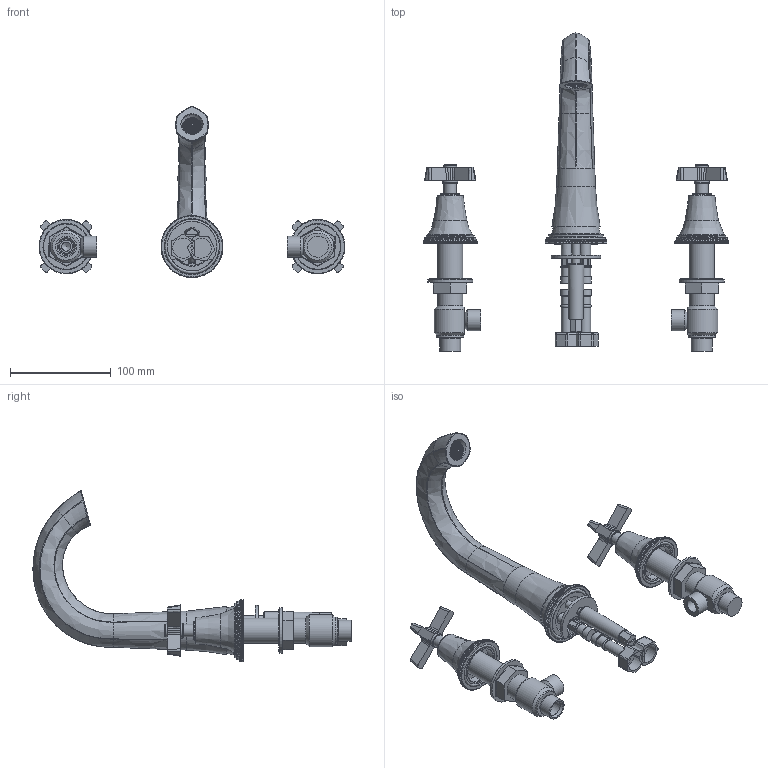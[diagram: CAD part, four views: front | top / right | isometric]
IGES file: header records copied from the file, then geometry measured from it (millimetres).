
Global section: file name: V6K16-X-NP; native system: Autodesk Inventor 2018; preprocessor: unknown; author: aduggalther; date: 20180910.112853; units: millimetre
Bounding box: 304 x 316.21 x 169.98 mm (x, y, z)
Volume: 444263 mm3; surface area: 194806.9 mm2
Topology: 39 solids, 40 shells, 4265 faces, 10977 edges, 6910 vertices
Faces by surface type: bspline 4265
